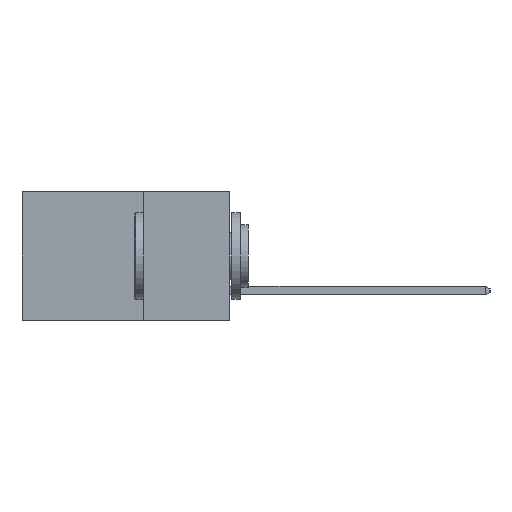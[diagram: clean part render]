
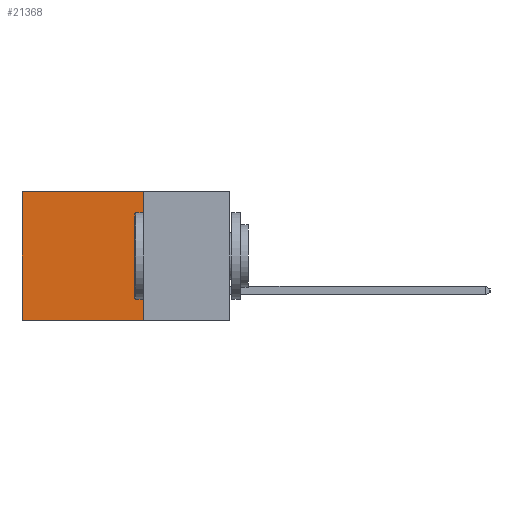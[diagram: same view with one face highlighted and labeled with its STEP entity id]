
A CAD part, left-side view. The second image highlights one B-rep face of the part: STEP entity #21368.
In plain terms, the highlighted planar face has unit normal (-1, 0, 0).
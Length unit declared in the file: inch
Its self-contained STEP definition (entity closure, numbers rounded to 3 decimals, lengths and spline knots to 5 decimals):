
#1248 = DIRECTION ( 'NONE',  ( 1., 0., 0. ) ) ;
#1977 = CARTESIAN_POINT ( 'NONE',  ( 0.298, 0.6, 0. ) ) ;
#2011 = CARTESIAN_POINT ( 'NONE',  ( 0.298, 0.25, 0. ) ) ;
#2096 = DIRECTION ( 'NONE',  ( 0., 1., 0. ) ) ;
#4409 = VERTEX_POINT ( 'NONE', #2011 ) ;
#4411 = VECTOR ( 'NONE', #6451, 39.37008 ) ;
#4543 = CARTESIAN_POINT ( 'NONE',  ( 0.298, 0.6, 0. ) ) ;
#5892 = ORIENTED_EDGE ( 'NONE', *, *, #18713, .F. ) ;
#6236 = FACE_OUTER_BOUND ( 'NONE', #6466, .T. ) ;
#6451 = DIRECTION ( 'NONE',  ( 0., 0., -1. ) ) ;
#6466 = EDGE_LOOP ( 'NONE', ( #21509, #5892, #20814, #6646 ) ) ;
#6646 = ORIENTED_EDGE ( 'NONE', *, *, #22311, .T. ) ;
#8108 = DIRECTION ( 'NONE',  ( 0., 0., -1. ) ) ;
#8201 = VECTOR ( 'NONE', #9587, 39.37008 ) ;
#8367 = VERTEX_POINT ( 'NONE', #1977 ) ;
#8554 = LINE ( 'NONE', #15032, #13384 ) ;
#9587 = DIRECTION ( 'NONE',  ( 0., 1., 0. ) ) ;
#10606 = PLANE ( 'NONE',  #21034 ) ;
#13384 = VECTOR ( 'NONE', #2096, 39.37008 ) ;
#13406 = VERTEX_POINT ( 'NONE', #16110 ) ;
#13859 = EDGE_CURVE ( 'NONE', #4409, #16369, #19895, .T. ) ;
#14192 = LINE ( 'NONE', #4543, #4411 ) ;
#14204 = DIRECTION ( 'NONE',  ( 0., 0., -1. ) ) ;
#15032 = CARTESIAN_POINT ( 'NONE',  ( 0.298, 0.25, -0.37 ) ) ;
#16110 = CARTESIAN_POINT ( 'NONE',  ( 0.298, 0.6, -0.37 ) ) ;
#16369 = VERTEX_POINT ( 'NONE', #19009 ) ;
#17116 = CARTESIAN_POINT ( 'NONE',  ( 0.298, 0.25, 0. ) ) ;
#17233 = LINE ( 'NONE', #20394, #8201 ) ;
#18713 = EDGE_CURVE ( 'NONE', #16369, #13406, #8554, .T. ) ;
#19009 = CARTESIAN_POINT ( 'NONE',  ( 0.298, 0.25, -0.37 ) ) ;
#19895 = LINE ( 'NONE', #17116, #23508 ) ;
#20394 = CARTESIAN_POINT ( 'NONE',  ( 0.298, 0.25, 0. ) ) ;
#20814 = ORIENTED_EDGE ( 'NONE', *, *, #13859, .F. ) ;
#21034 = AXIS2_PLACEMENT_3D ( 'NONE', #23165, #1248, #14204 ) ;
#21368 = ADVANCED_FACE ( 'NONE', ( #6236 ), #10606, .F. ) ;
#21509 = ORIENTED_EDGE ( 'NONE', *, *, #21835, .T. ) ;
#21835 = EDGE_CURVE ( 'NONE', #8367, #13406, #14192, .T. ) ;
#22311 = EDGE_CURVE ( 'NONE', #4409, #8367, #17233, .T. ) ;
#23165 = CARTESIAN_POINT ( 'NONE',  ( 0.298, 0.25, 0. ) ) ;
#23508 = VECTOR ( 'NONE', #8108, 39.37008 ) ;
